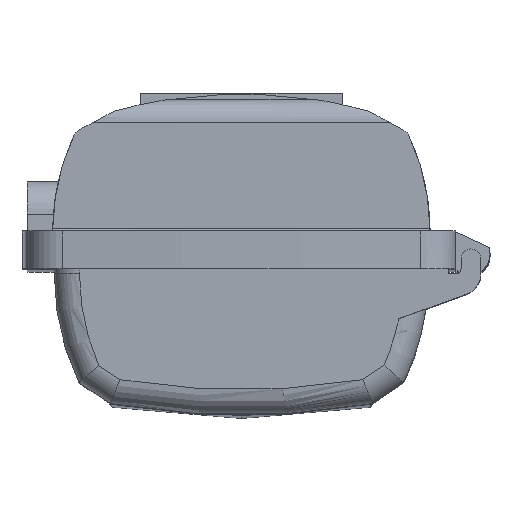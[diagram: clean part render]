
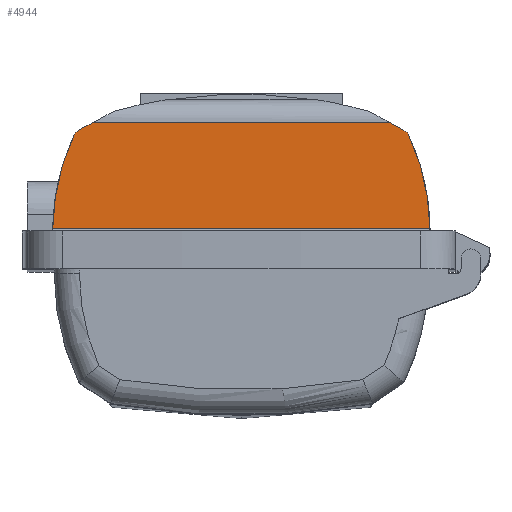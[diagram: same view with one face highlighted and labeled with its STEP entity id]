
A CAD part, top view. The second image highlights one B-rep face of the part: STEP entity #4944.
In plain terms, the highlighted planar face has unit normal (0, 0, 1).
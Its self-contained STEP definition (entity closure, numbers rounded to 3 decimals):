
#38 = CARTESIAN_POINT ( 'NONE',  ( -58.804, 53.538, 73.91 ) ) ;
#199 = CARTESIAN_POINT ( 'NONE',  ( 58.783, 53.538, 73.91 ) ) ;
#219 = CARTESIAN_POINT ( 'NONE',  ( -87.001, 53.538, 73.91 ) ) ;
#246 = AXIS2_PLACEMENT_3D ( 'NONE', #5119, #3447, #6707 ) ;
#394 = AXIS2_PLACEMENT_3D ( 'NONE', #8212, #8286, #9858 ) ;
#782 = EDGE_CURVE ( 'NONE', #5207, #8086, #7409, .T. ) ;
#833 = CIRCLE ( 'NONE', #10385, 89.619 ) ;
#972 = ORIENTED_EDGE ( 'NONE', *, *, #4213, .F. ) ;
#986 = ORIENTED_EDGE ( 'NONE', *, *, #9327, .F. ) ;
#995 = CARTESIAN_POINT ( 'NONE',  ( -74.816, 11.333, 73.91 ) ) ;
#1115 = CARTESIAN_POINT ( 'NONE',  ( 64.461, 50.47, 73.91 ) ) ;
#1156 = ORIENTED_EDGE ( 'NONE', *, *, #6764, .F. ) ;
#1243 = DIRECTION ( 'NONE',  ( 1., 0., 0. ) ) ;
#1649 = CARTESIAN_POINT ( 'NONE',  ( 66.208, 48.781, 73.91 ) ) ;
#1810 = ORIENTED_EDGE ( 'NONE', *, *, #782, .T. ) ;
#1924 = VECTOR ( 'NONE', #6220, 1000. ) ;
#1947 = EDGE_CURVE ( 'NONE', #4747, #2183, #9261, .T. ) ;
#1962 = DIRECTION ( 'NONE',  ( 0.88, -0.476, 0. ) ) ;
#1965 = AXIS2_PLACEMENT_3D ( 'NONE', #2962, #8642, #3790 ) ;
#2087 = ORIENTED_EDGE ( 'NONE', *, *, #8943, .F. ) ;
#2142 = CARTESIAN_POINT ( 'NONE',  ( -50.754, 57.89, 73.91 ) ) ;
#2183 = VERTEX_POINT ( 'NONE', #7145 ) ;
#2254 = EDGE_LOOP ( 'NONE', ( #1156, #2087, #972, #3254, #986, #2849, #2604, #1810 ) ) ;
#2604 = ORIENTED_EDGE ( 'NONE', *, *, #3840, .F. ) ;
#2849 = ORIENTED_EDGE ( 'NONE', *, *, #1947, .F. ) ;
#2962 = CARTESIAN_POINT ( 'NONE',  ( -87.001, 53.538, 73.91 ) ) ;
#3047 = VERTEX_POINT ( 'NONE', #1649 ) ;
#3231 = AXIS2_PLACEMENT_3D ( 'NONE', #4089, #9742, #9777 ) ;
#3254 = ORIENTED_EDGE ( 'NONE', *, *, #9062, .F. ) ;
#3447 = DIRECTION ( 'NONE',  ( 0., 0., -1. ) ) ;
#3612 = VERTEX_POINT ( 'NONE', #4558 ) ;
#3790 = DIRECTION ( 'NONE',  ( 1., 0., 0. ) ) ;
#3840 = EDGE_CURVE ( 'NONE', #5207, #4747, #4408, .T. ) ;
#4089 = CARTESIAN_POINT ( 'NONE',  ( -61.984, 46.138, 73.91 ) ) ;
#4212 = VECTOR ( 'NONE', #6741, 1000. ) ;
#4213 = EDGE_CURVE ( 'NONE', #7580, #3612, #8831, .T. ) ;
#4387 = CARTESIAN_POINT ( 'NONE',  ( -66.229, 48.781, 73.91 ) ) ;
#4408 = CIRCLE ( 'NONE', #394, 89.619 ) ;
#4412 = FACE_OUTER_BOUND ( 'NONE', #2254, .T. ) ;
#4558 = CARTESIAN_POINT ( 'NONE',  ( 64.461, 50.47, 73.91 ) ) ;
#4747 = VERTEX_POINT ( 'NONE', #4387 ) ;
#4852 = CARTESIAN_POINT ( 'NONE',  ( -87.001, 11.333, 73.91 ) ) ;
#4944 = ADVANCED_FACE ( 'NONE', ( #4412 ), #8606, .T. ) ;
#5051 = VECTOR ( 'NONE', #1962, 1000. ) ;
#5119 = CARTESIAN_POINT ( 'NONE',  ( 61.963, 46.138, 73.91 ) ) ;
#5207 = VERTEX_POINT ( 'NONE', #995 ) ;
#5216 = LINE ( 'NONE', #2142, #1924 ) ;
#5622 = DIRECTION ( 'NONE',  ( 1., 0., 0. ) ) ;
#6220 = DIRECTION ( 'NONE',  ( 0.88, 0.476, 0. ) ) ;
#6377 = VECTOR ( 'NONE', #5622, 1000. ) ;
#6623 = LINE ( 'NONE', #219, #4212 ) ;
#6707 = DIRECTION ( 'NONE',  ( 1., 0., 0. ) ) ;
#6741 = DIRECTION ( 'NONE',  ( 1., 0., 0. ) ) ;
#6764 = EDGE_CURVE ( 'NONE', #3047, #8086, #833, .T. ) ;
#6865 = CIRCLE ( 'NONE', #246, 5. ) ;
#6952 = VERTEX_POINT ( 'NONE', #38 ) ;
#7145 = CARTESIAN_POINT ( 'NONE',  ( -64.482, 50.47, 73.91 ) ) ;
#7409 = LINE ( 'NONE', #4852, #6377 ) ;
#7580 = VERTEX_POINT ( 'NONE', #199 ) ;
#7820 = DIRECTION ( 'NONE',  ( 0., 0., -1. ) ) ;
#8086 = VERTEX_POINT ( 'NONE', #10008 ) ;
#8212 = CARTESIAN_POINT ( 'NONE',  ( 14.799, 10.491, 73.91 ) ) ;
#8286 = DIRECTION ( 'NONE',  ( 0., 0., -1. ) ) ;
#8606 = PLANE ( 'NONE',  #1965 ) ;
#8642 = DIRECTION ( 'NONE',  ( 0., 0., 1. ) ) ;
#8831 = LINE ( 'NONE', #1115, #5051 ) ;
#8943 = EDGE_CURVE ( 'NONE', #3612, #3047, #6865, .T. ) ;
#9062 = EDGE_CURVE ( 'NONE', #6952, #7580, #6623, .T. ) ;
#9261 = CIRCLE ( 'NONE', #3231, 5. ) ;
#9327 = EDGE_CURVE ( 'NONE', #2183, #6952, #5216, .T. ) ;
#9371 = CARTESIAN_POINT ( 'NONE',  ( -14.82, 10.491, 73.91 ) ) ;
#9742 = DIRECTION ( 'NONE',  ( 0., 0., -1. ) ) ;
#9777 = DIRECTION ( 'NONE',  ( 1., 0., 0. ) ) ;
#9858 = DIRECTION ( 'NONE',  ( 1., 0., 0. ) ) ;
#10008 = CARTESIAN_POINT ( 'NONE',  ( 74.795, 11.333, 73.91 ) ) ;
#10385 = AXIS2_PLACEMENT_3D ( 'NONE', #9371, #7820, #1243 ) ;
